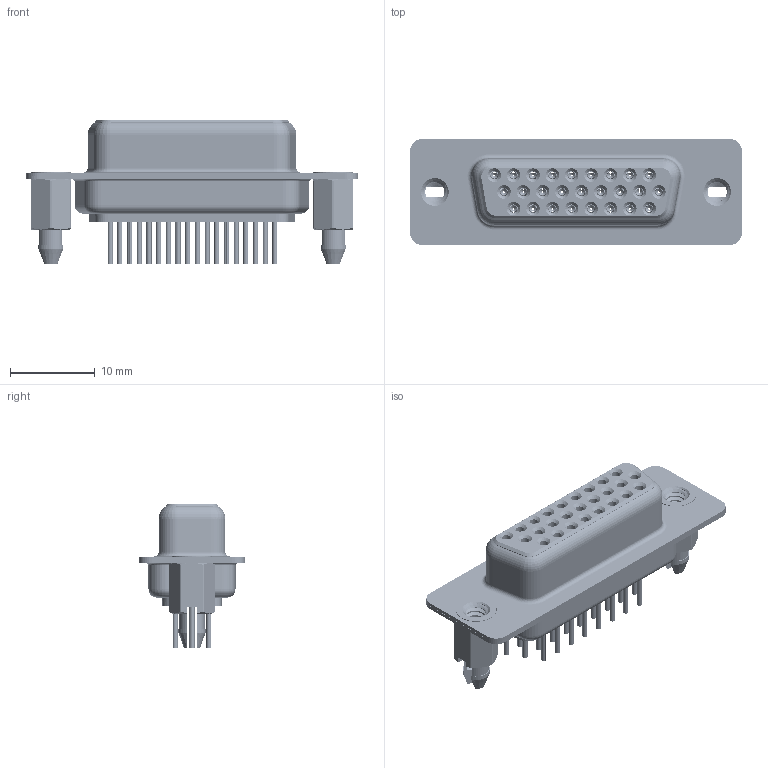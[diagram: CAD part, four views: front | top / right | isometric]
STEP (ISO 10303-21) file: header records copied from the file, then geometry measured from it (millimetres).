
FILE_DESCRIPTION (( 'STEP AP203' ), '1' );
FILE_NAME ('MHHDD-26FNS-E1.STEP', '2025-11-20T14:34:54', ( '' ), ( '' ), 'SwSTEP 2.0', 'SolidWorks 2023', '' );
FILE_SCHEMA (( 'CONFIG_CONTROL_DESIGN' ));
Length unit declared in the file: millimetre
Products named in the file (8): MHHDD Housing_26 Contacts; MHHDD Contact Row 3_30L; MHHDD Shell Rear_26 Contacts; MHHDD Contact Row 1_30L; MHHDD Contact Row 2_30L; MHHDD Threaded Boardlock_LP; MHHDD Shell Front_26 Contacts; MHHDD-26FNS-E1
Assembly tree (31 placements, depth 2):
  MHHDD-26FNS-E1
    MHHDD Housing_26 Contacts
    MHHDD Shell Front_26 Contacts
    MHHDD Shell Rear_26 Contacts
    MHHDD Contact Row 1_30L  x9
    MHHDD Contact Row 2_30L  x9
    MHHDD Contact Row 3_30L  x8
    MHHDD Threaded Boardlock_LP  x2
Bounding box: 39.19 x 12.55 x 17.1 mm (x, y, z)
Volume: 2251.3 mm3; surface area: 8435.3 mm2
Topology: 31 solids, 31 shells, 3664 faces, 9359 edges, 5818 vertices
Faces by surface type: cylinder 1027, plane 909, torus 733, bspline 526, cone 469
Entity records: 34071 total; most frequent: CARTESIAN_POINT 9931, DIRECTION 4888, ORIENTED_EDGE 4678, EDGE_CURVE 2339, AXIS2_PLACEMENT_3D 2029, VERTEX_POINT 1473, EDGE_LOOP 1118, CIRCLE 1092
